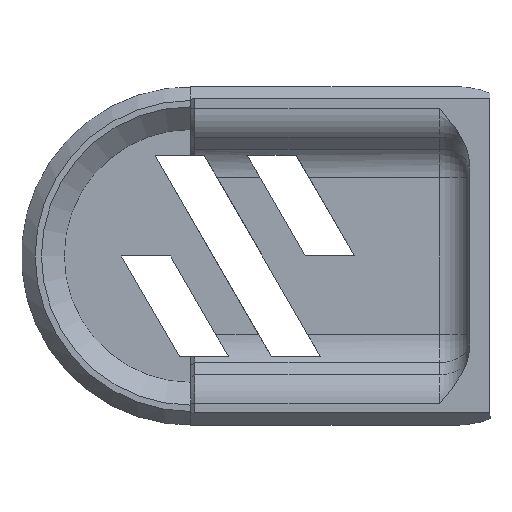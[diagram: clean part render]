
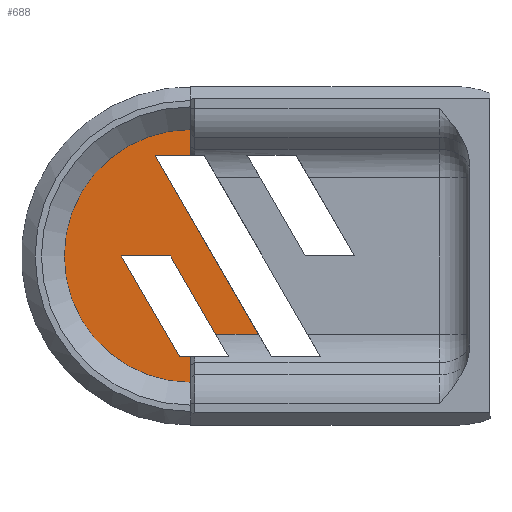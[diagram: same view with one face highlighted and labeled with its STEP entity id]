
A CAD part, front view. The second image highlights one B-rep face of the part: STEP entity #688.
In plain terms, the highlighted planar face has unit normal (0, -1, 0).
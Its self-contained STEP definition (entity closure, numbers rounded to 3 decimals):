
#3 = LINE ( 'NONE', #723, #1754 ) ;
#4 = AXIS2_PLACEMENT_3D ( 'NONE', #1282, #1978, #420 ) ;
#5 = LINE ( 'NONE', #858, #2231 ) ;
#22 = AXIS2_PLACEMENT_3D ( 'NONE', #2216, #978, #247 ) ;
#27 = CARTESIAN_POINT ( 'NONE',  ( -53.864, 45.787, 23.852 ) ) ;
#116 = DIRECTION ( 'NONE',  ( -1., 0., 0. ) ) ;
#160 = ORIENTED_EDGE ( 'NONE', *, *, #853, .T. ) ;
#171 = ORIENTED_EDGE ( 'NONE', *, *, #917, .T. ) ;
#178 = VECTOR ( 'NONE', #329, 1000. ) ;
#220 = VECTOR ( 'NONE', #2134, 1000. ) ;
#224 = ORIENTED_EDGE ( 'NONE', *, *, #1395, .T. ) ;
#247 = DIRECTION ( 'NONE',  ( 0., 0., 1. ) ) ;
#278 = EDGE_CURVE ( 'NONE', #1409, #1276, #1217, .T. ) ;
#329 = DIRECTION ( 'NONE',  ( 0.5, 0., -0.866 ) ) ;
#357 = EDGE_CURVE ( 'NONE', #839, #1595, #3, .T. ) ;
#420 = DIRECTION ( 'NONE',  ( 0., 0., -1. ) ) ;
#442 = DIRECTION ( 'NONE',  ( 1., 0., 0. ) ) ;
#443 = VERTEX_POINT ( 'NONE', #27 ) ;
#451 = CARTESIAN_POINT ( 'NONE',  ( -56.347, 45.787, 63.21 ) ) ;
#465 = CARTESIAN_POINT ( 'NONE',  ( -59.876, 45.787, 41.605 ) ) ;
#476 = LINE ( 'NONE', #1673, #909 ) ;
#487 = CARTESIAN_POINT ( 'NONE',  ( -56.347, 45.787, 19.066 ) ) ;
#522 = VECTOR ( 'NONE', #983, 1000. ) ;
#609 = VERTEX_POINT ( 'NONE', #1228 ) ;
#627 = FACE_OUTER_BOUND ( 'NONE', #1645, .T. ) ;
#688 = ADVANCED_FACE ( 'NONE', ( #627 ), #1639, .F. ) ;
#704 = LINE ( 'NONE', #841, #1180 ) ;
#723 = CARTESIAN_POINT ( 'NONE',  ( -56.347, 45.787, 63.21 ) ) ;
#772 = DIRECTION ( 'NONE',  ( 0., 0., -1. ) ) ;
#796 = LINE ( 'NONE', #451, #522 ) ;
#820 = VERTEX_POINT ( 'NONE', #465 ) ;
#839 = VERTEX_POINT ( 'NONE', #1660 ) ;
#841 = CARTESIAN_POINT ( 'NONE',  ( -56.347, 45.787, 41.605 ) ) ;
#847 = CARTESIAN_POINT ( 'NONE',  ( -49.627, 45.787, 23.852 ) ) ;
#853 = EDGE_CURVE ( 'NONE', #1788, #1409, #476, .T. ) ;
#858 = CARTESIAN_POINT ( 'NONE',  ( -68.349, 45.787, 56.28 ) ) ;
#864 = ORIENTED_EDGE ( 'NONE', *, *, #1869, .T. ) ;
#909 = VECTOR ( 'NONE', #116, 1000. ) ;
#917 = EDGE_CURVE ( 'NONE', #1699, #820, #5, .T. ) ;
#918 = ORIENTED_EDGE ( 'NONE', *, *, #2259, .T. ) ;
#978 = DIRECTION ( 'NONE',  ( 0., 1., 0. ) ) ;
#983 = DIRECTION ( 'NONE',  ( 0., 0., -1. ) ) ;
#1030 = VERTEX_POINT ( 'NONE', #487 ) ;
#1031 = EDGE_CURVE ( 'NONE', #1788, #1030, #796, .T. ) ;
#1063 = DIRECTION ( 'NONE',  ( -0.5, 0., 0.866 ) ) ;
#1176 = CARTESIAN_POINT ( 'NONE',  ( -71.527, 45.787, 54.445 ) ) ;
#1180 = VECTOR ( 'NONE', #1381, 1000. ) ;
#1214 = CARTESIAN_POINT ( 'NONE',  ( -56.347, 45.787, 41.605 ) ) ;
#1217 = LINE ( 'NONE', #1241, #1432 ) ;
#1228 = CARTESIAN_POINT ( 'NONE',  ( -58.34, 45.787, 31.605 ) ) ;
#1241 = CARTESIAN_POINT ( 'NONE',  ( -75.182, 45.787, 52.335 ) ) ;
#1268 = ORIENTED_EDGE ( 'NONE', *, *, #1031, .F. ) ;
#1276 = VERTEX_POINT ( 'NONE', #1846 ) ;
#1282 = CARTESIAN_POINT ( 'NONE',  ( -56.347, 45.787, 31.605 ) ) ;
#1340 = LINE ( 'NONE', #1176, #178 ) ;
#1344 = ORIENTED_EDGE ( 'NONE', *, *, #1764, .T. ) ;
#1381 = DIRECTION ( 'NONE',  ( 1., 0., 0. ) ) ;
#1395 = EDGE_CURVE ( 'NONE', #820, #1595, #704, .T. ) ;
#1407 = ORIENTED_EDGE ( 'NONE', *, *, #1663, .T. ) ;
#1409 = VERTEX_POINT ( 'NONE', #1854 ) ;
#1432 = VECTOR ( 'NONE', #2097, 1000. ) ;
#1436 = CARTESIAN_POINT ( 'NONE',  ( -56.347, 45.787, 31.605 ) ) ;
#1484 = CARTESIAN_POINT ( 'NONE',  ( -56.347, 45.787, 21.605 ) ) ;
#1523 = VECTOR ( 'NONE', #442, 1000. ) ;
#1595 = VERTEX_POINT ( 'NONE', #1214 ) ;
#1627 = LINE ( 'NONE', #1436, #220 ) ;
#1639 = PLANE ( 'NONE',  #22 ) ;
#1645 = EDGE_LOOP ( 'NONE', ( #171, #224, #2251, #864, #1268, #160, #1961, #918, #1407, #1344 ) ) ;
#1660 = CARTESIAN_POINT ( 'NONE',  ( -56.347, 45.787, 44.143 ) ) ;
#1663 = EDGE_CURVE ( 'NONE', #609, #443, #1340, .T. ) ;
#1673 = CARTESIAN_POINT ( 'NONE',  ( -56.347, 45.787, 21.605 ) ) ;
#1699 = VERTEX_POINT ( 'NONE', #847 ) ;
#1754 = VECTOR ( 'NONE', #772, 1000. ) ;
#1764 = EDGE_CURVE ( 'NONE', #443, #1699, #1987, .T. ) ;
#1788 = VERTEX_POINT ( 'NONE', #1484 ) ;
#1846 = CARTESIAN_POINT ( 'NONE',  ( -63.213, 45.787, 31.605 ) ) ;
#1854 = CARTESIAN_POINT ( 'NONE',  ( -57.44, 45.787, 21.605 ) ) ;
#1869 = EDGE_CURVE ( 'NONE', #839, #1030, #1971, .T. ) ;
#1961 = ORIENTED_EDGE ( 'NONE', *, *, #278, .T. ) ;
#1971 = CIRCLE ( 'NONE', #4, 12.539 ) ;
#1978 = DIRECTION ( 'NONE',  ( 0., -1., 0. ) ) ;
#1987 = LINE ( 'NONE', #2170, #1523 ) ;
#2097 = DIRECTION ( 'NONE',  ( -0.5, 0., 0.866 ) ) ;
#2134 = DIRECTION ( 'NONE',  ( 1., 0., 0. ) ) ;
#2170 = CARTESIAN_POINT ( 'NONE',  ( -56.347, 45.787, 23.852 ) ) ;
#2216 = CARTESIAN_POINT ( 'NONE',  ( -56.347, 45.787, 63.21 ) ) ;
#2231 = VECTOR ( 'NONE', #1063, 1000. ) ;
#2251 = ORIENTED_EDGE ( 'NONE', *, *, #357, .F. ) ;
#2259 = EDGE_CURVE ( 'NONE', #1276, #609, #1627, .T. ) ;
